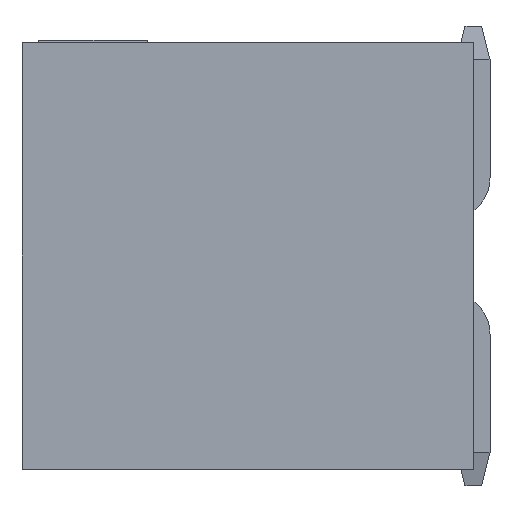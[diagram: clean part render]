
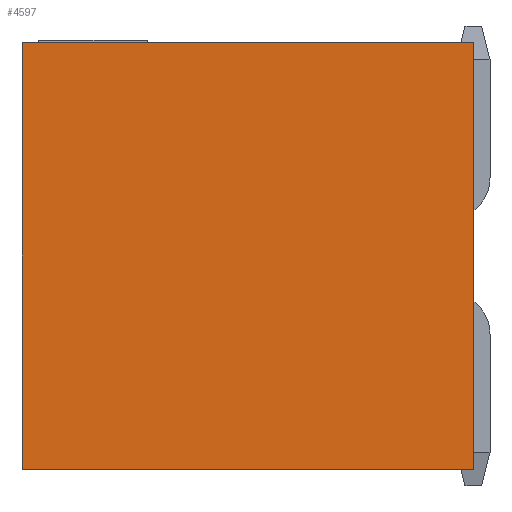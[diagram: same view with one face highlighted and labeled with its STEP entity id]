
A CAD part, left-side view. The second image highlights one B-rep face of the part: STEP entity #4597.
In plain terms, the highlighted planar face has unit normal (-1, 0, 0).
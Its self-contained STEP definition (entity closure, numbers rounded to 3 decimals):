
#1 = AXIS2_PLACEMENT_3D ( 'NONE', #4434, #1585, #2805 ) ;
#240 = ORIENTED_EDGE ( 'NONE', *, *, #4950, .F. ) ;
#405 = CARTESIAN_POINT ( 'NONE',  ( -15.85, 5.4, 2.55 ) ) ;
#528 = LINE ( 'NONE', #1410, #4660 ) ;
#636 = DIRECTION ( 'NONE',  ( 0., 1., 0. ) ) ;
#824 = CARTESIAN_POINT ( 'NONE',  ( -15.85, 2.7, 2.55 ) ) ;
#834 = EDGE_CURVE ( 'NONE', #3727, #4951, #4287, .T. ) ;
#1165 = PLANE ( 'NONE',  #1 ) ;
#1408 = CARTESIAN_POINT ( 'NONE',  ( -15.85, 0., 2.55 ) ) ;
#1410 = CARTESIAN_POINT ( 'NONE',  ( -15.85, 2.7, -2.55 ) ) ;
#1585 = DIRECTION ( 'NONE',  ( -1., 0., 0. ) ) ;
#1979 = ORIENTED_EDGE ( 'NONE', *, *, #2798, .T. ) ;
#2275 = LINE ( 'NONE', #3774, #2772 ) ;
#2318 = CARTESIAN_POINT ( 'NONE',  ( -15.85, 5.4, 0. ) ) ;
#2440 = EDGE_CURVE ( 'NONE', #3661, #4951, #528, .T. ) ;
#2447 = CARTESIAN_POINT ( 'NONE',  ( -15.85, 0., -2.55 ) ) ;
#2469 = FACE_OUTER_BOUND ( 'NONE', #2922, .T. ) ;
#2527 = DIRECTION ( 'NONE',  ( 0., 0., -1. ) ) ;
#2772 = VECTOR ( 'NONE', #2527, 1000. ) ;
#2798 = EDGE_CURVE ( 'NONE', #4405, #3727, #4476, .T. ) ;
#2805 = DIRECTION ( 'NONE',  ( 0., 0., 1. ) ) ;
#2922 = EDGE_LOOP ( 'NONE', ( #3364, #240, #1979, #4980 ) ) ;
#3203 = VECTOR ( 'NONE', #3590, 1000. ) ;
#3364 = ORIENTED_EDGE ( 'NONE', *, *, #2440, .F. ) ;
#3590 = DIRECTION ( 'NONE',  ( 0., 0., -1. ) ) ;
#3661 = VERTEX_POINT ( 'NONE', #2447 ) ;
#3727 = VERTEX_POINT ( 'NONE', #405 ) ;
#3774 = CARTESIAN_POINT ( 'NONE',  ( -15.85, 0., 0. ) ) ;
#4127 = CARTESIAN_POINT ( 'NONE',  ( -15.85, 5.4, -2.55 ) ) ;
#4287 = LINE ( 'NONE', #2318, #3203 ) ;
#4405 = VERTEX_POINT ( 'NONE', #1408 ) ;
#4434 = CARTESIAN_POINT ( 'NONE',  ( -15.85, 0., -2.55 ) ) ;
#4451 = DIRECTION ( 'NONE',  ( 0., 1., 0. ) ) ;
#4476 = LINE ( 'NONE', #824, #5240 ) ;
#4597 = ADVANCED_FACE ( 'NONE', ( #2469 ), #1165, .T. ) ;
#4660 = VECTOR ( 'NONE', #636, 1000. ) ;
#4950 = EDGE_CURVE ( 'NONE', #4405, #3661, #2275, .T. ) ;
#4951 = VERTEX_POINT ( 'NONE', #4127 ) ;
#4980 = ORIENTED_EDGE ( 'NONE', *, *, #834, .T. ) ;
#5240 = VECTOR ( 'NONE', #4451, 1000. ) ;
